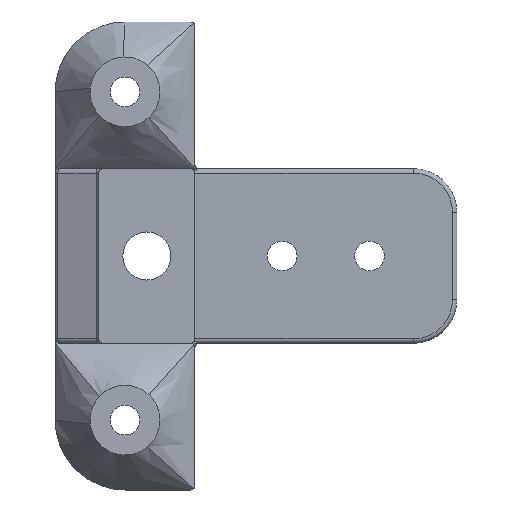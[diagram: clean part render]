
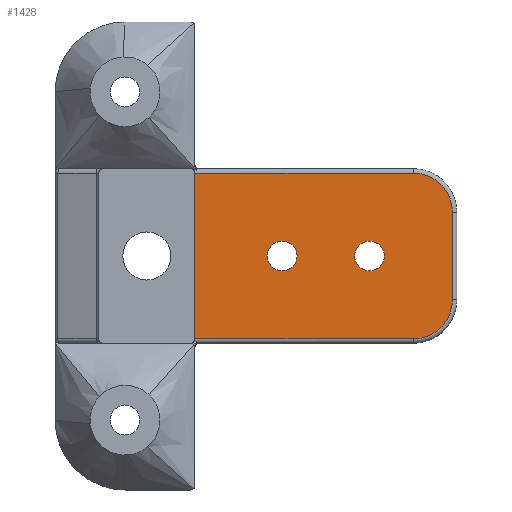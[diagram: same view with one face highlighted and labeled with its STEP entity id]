
A CAD part, left-side view. The second image highlights one B-rep face of the part: STEP entity #1428.
In plain terms, the highlighted planar face has unit normal (-1, 0, 0).
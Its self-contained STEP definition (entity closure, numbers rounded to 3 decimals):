
#93=LINE('',#2340,#184);
#129=LINE('',#2619,#220);
#130=LINE('',#2641,#221);
#139=LINE('',#2686,#230);
#184=VECTOR('',#1805,10.);
#220=VECTOR('',#1939,10.);
#221=VECTOR('',#1954,10.);
#230=VECTOR('',#1985,10.);
#295=FACE_BOUND('',#463,.T.);
#296=FACE_BOUND('',#464,.T.);
#367=FACE_OUTER_BOUND('',#462,.T.);
#462=EDGE_LOOP('',(#1226,#1227,#1228,#1229,#1230,#1231));
#463=EDGE_LOOP('',(#1232));
#464=EDGE_LOOP('',(#1233));
#560=CIRCLE('',#1592,4.5);
#563=CIRCLE('',#1597,4.5);
#567=CIRCLE('',#1612,1.7);
#568=CIRCLE('',#1613,1.7);
#638=VERTEX_POINT('',#2337);
#639=VERTEX_POINT('',#2339);
#684=VERTEX_POINT('',#2616);
#685=VERTEX_POINT('',#2618);
#689=VERTEX_POINT('',#2633);
#691=VERTEX_POINT('',#2639);
#696=VERTEX_POINT('',#2720);
#697=VERTEX_POINT('',#2722);
#790=EDGE_CURVE('',#638,#639,#93,.T.);
#860=EDGE_CURVE('',#684,#685,#129,.T.);
#865=EDGE_CURVE('',#689,#684,#560,.T.);
#868=EDGE_CURVE('',#691,#689,#130,.T.);
#870=EDGE_CURVE('',#639,#691,#563,.T.);
#882=EDGE_CURVE('',#638,#685,#139,.T.);
#889=EDGE_CURVE('',#696,#696,#567,.T.);
#890=EDGE_CURVE('',#697,#697,#568,.T.);
#1226=ORIENTED_EDGE('',*,*,#790,.F.);
#1227=ORIENTED_EDGE('',*,*,#882,.T.);
#1228=ORIENTED_EDGE('',*,*,#860,.F.);
#1229=ORIENTED_EDGE('',*,*,#865,.F.);
#1230=ORIENTED_EDGE('',*,*,#868,.F.);
#1231=ORIENTED_EDGE('',*,*,#870,.F.);
#1232=ORIENTED_EDGE('',*,*,#889,.T.);
#1233=ORIENTED_EDGE('',*,*,#890,.T.);
#1355=PLANE('',#1611);
#1428=ADVANCED_FACE('',(#367,#295,#296),#1355,.F.);
#1592=AXIS2_PLACEMENT_3D('',#2635,#1946,#1947);
#1597=AXIS2_PLACEMENT_3D('',#2644,#1958,#1959);
#1611=AXIS2_PLACEMENT_3D('',#2719,#1998,#1999);
#1612=AXIS2_PLACEMENT_3D('',#2721,#2000,#2001);
#1613=AXIS2_PLACEMENT_3D('',#2723,#2002,#2003);
#1805=DIRECTION('',(0.,-1.,0.));
#1939=DIRECTION('',(0.,1.,0.));
#1946=DIRECTION('center_axis',(1.,0.,0.));
#1947=DIRECTION('ref_axis',(0.,-0.707,-0.707));
#1954=DIRECTION('',(0.,0.,-1.));
#1958=DIRECTION('center_axis',(1.,0.,0.));
#1959=DIRECTION('ref_axis',(0.,-0.707,0.707));
#1985=DIRECTION('',(0.,0.,-1.));
#1998=DIRECTION('center_axis',(1.,0.,0.));
#1999=DIRECTION('ref_axis',(0.,0.,-1.));
#2000=DIRECTION('center_axis',(1.,0.,0.));
#2001=DIRECTION('ref_axis',(0.,0.,-1.));
#2002=DIRECTION('center_axis',(1.,0.,0.));
#2003=DIRECTION('ref_axis',(0.,0.,-1.));
#2337=CARTESIAN_POINT('',(0.,30.,9.5));
#2339=CARTESIAN_POINT('',(0.,5.,9.5));
#2340=CARTESIAN_POINT('',(0.,11.5,9.5));
#2616=CARTESIAN_POINT('',(0.,5.,-9.5));
#2618=CARTESIAN_POINT('',(0.,30.,-9.5));
#2619=CARTESIAN_POINT('',(0.,11.5,-9.5));
#2633=CARTESIAN_POINT('',(0.,0.5,-5.));
#2635=CARTESIAN_POINT('Origin',(0.,5.,-5.));
#2639=CARTESIAN_POINT('',(0.,0.5,5.));
#2641=CARTESIAN_POINT('',(0.,0.5,-6.7));
#2644=CARTESIAN_POINT('Origin',(0.,5.,5.));
#2686=CARTESIAN_POINT('',(0.,30.,-11.7));
#2719=CARTESIAN_POINT('Origin',(0.,23.,-13.4));
#2720=CARTESIAN_POINT('',(0.,10.,1.7));
#2721=CARTESIAN_POINT('Origin',(0.,10.,0.));
#2722=CARTESIAN_POINT('',(0.,20.,1.7));
#2723=CARTESIAN_POINT('Origin',(0.,20.,0.));
